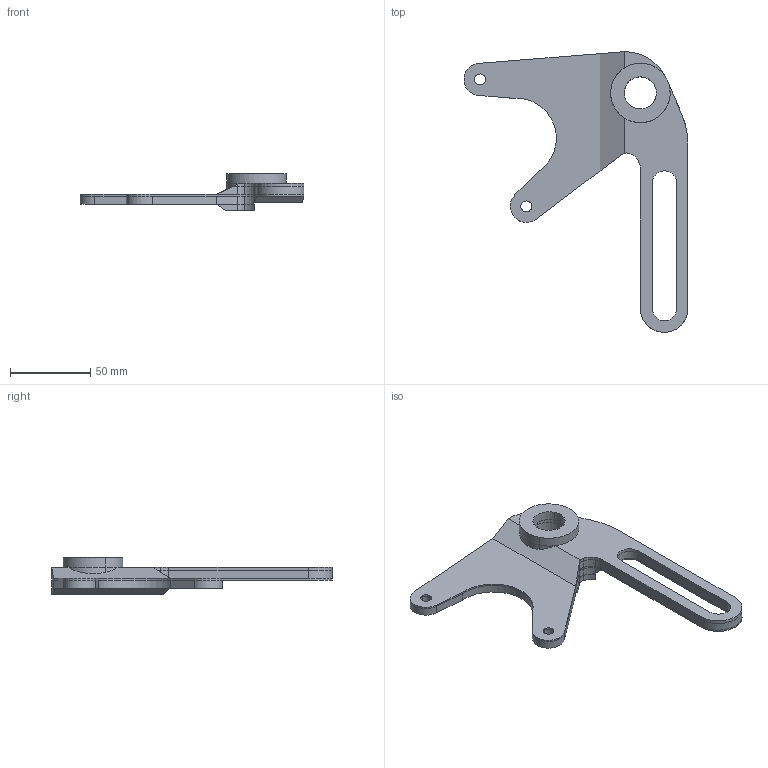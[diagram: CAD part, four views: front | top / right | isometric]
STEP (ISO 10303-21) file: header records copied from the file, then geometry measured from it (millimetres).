
FILE_DESCRIPTION(/* description */ ('VariCAD 2020-1.05 AP-214'),/* implementation_level */ '2;1');
FILE_NAME(/* name */ 'patte der.stp',/* time_stamp */ '2020-02-13T22:55:11+01:00',/* author */ (''),/* organization */ (''),/* preprocessor_version */ 'VariCAD 2020-1.05',/* originating_system */ 'VariCAD 2020-1.05; kernel version (20180118)',/* authorisation */ '');
FILE_SCHEMA(('AUTOMOTIVE_DESIGN'));
Length unit declared in the file: millimetre
Products named in the file (2): patte der
Assembly tree (1 placements, depth 2):
  patte der
    (unnamed)
Bounding box: 139.23 x 174.48 x 23 mm (x, y, z)
Volume: 77223.1 mm3; surface area: 27128.3 mm2
Topology: 1 solids, 1 shells, 113 faces, 267 edges, 156 vertices
Faces by surface type: cylinder 59, plane 54
Entity records: 3279 total; most frequent: DIRECTION 586, CARTESIAN_POINT 576, ORIENTED_EDGE 534, EDGE_CURVE 267, AXIS2_PLACEMENT_3D 207, LINE 172, VECTOR 172, VERTEX_POINT 156
